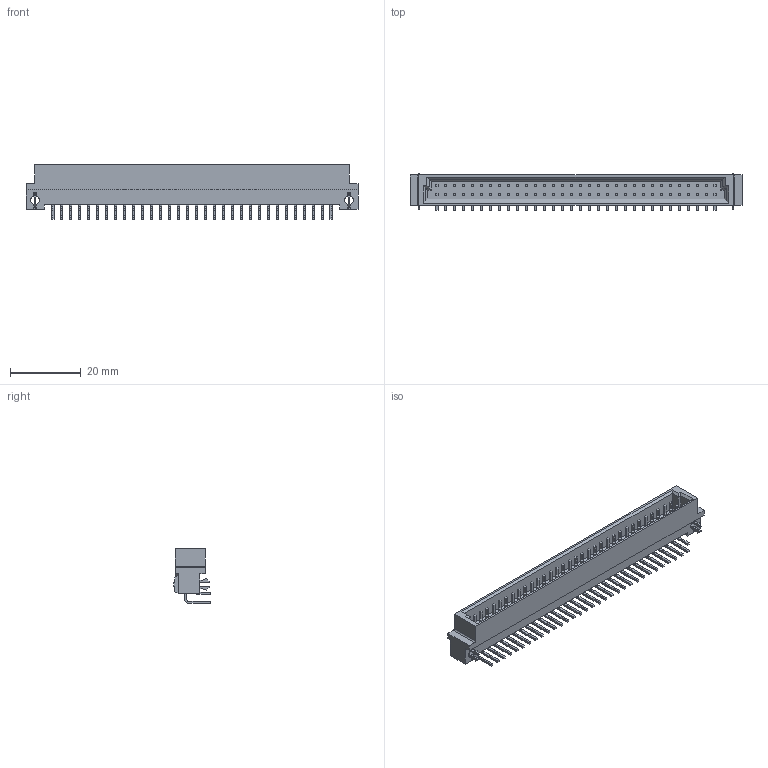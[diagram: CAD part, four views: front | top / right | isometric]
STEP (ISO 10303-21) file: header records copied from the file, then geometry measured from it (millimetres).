
FILE_DESCRIPTION(('STEP AP242'),'1');
FILE_NAME('6-1393644-3.stp','2023-05-05T21:07:42',('TraceParts'),('TraceParts S.A.'),'Spatial InterOp 3D',' ',' ');
FILE_SCHEMA(('AP242_MANAGED_MODEL_BASED_3D_ENGINEERING_MIM_LF {1 0 10303 442 1 1 4}'));
Length unit declared in the file: millimetre
Products named in the file (1): 6-1393644-3_1
Bounding box: 94 x 10.45 x 15.54 mm (x, y, z)
Volume: 5275.7 mm3; surface area: 7127.7 mm2
Topology: 7 solids, 7 shells, 1035 faces, 2658 edges, 1766 vertices
Faces by surface type: plane 885, cylinder 150
Entity records: 44362 total; most frequent: CARTESIAN_POINT 5466, ORIENTED_EDGE 5316, DIRECTION 5042, EDGE_CURVE 2658, STYLED_ITEM 2657, PRESENTATION_STYLE_ASSIGNMENT 2657, COLOUR_RGB 2657, CURVE_STYLE 2650
